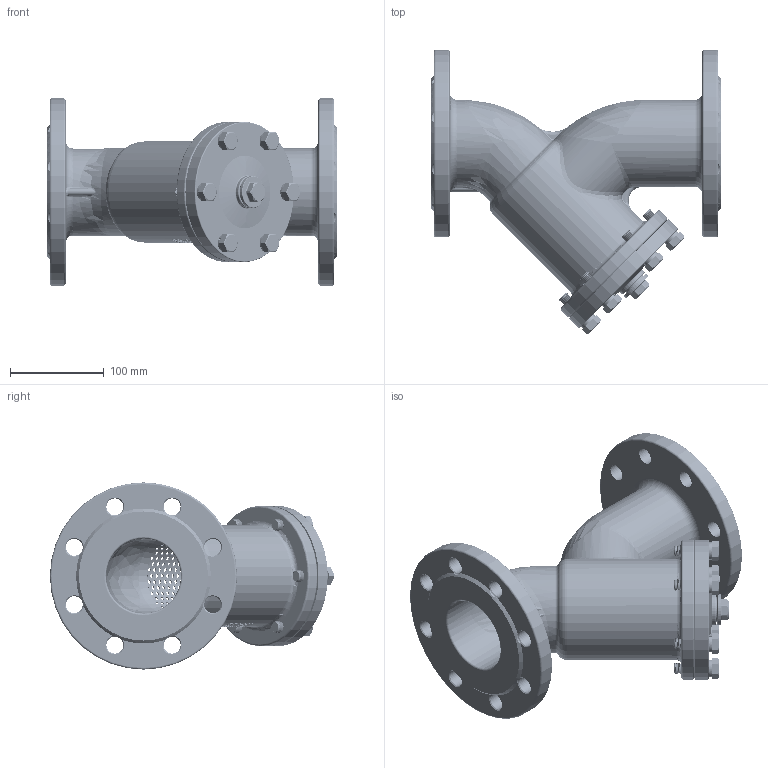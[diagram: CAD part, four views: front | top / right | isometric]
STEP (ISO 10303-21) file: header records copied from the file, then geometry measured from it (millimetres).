
FILE_DESCRIPTION(/* description */ (''),/* implementation_level */ '2;1');
FILE_NAME(/* name */ 'Y-GUOLUQI-DIN.PN16-3.0_asm.stp',/* time_stamp */ '2016-04-27T16:30:24+08:00',/* author */ (''),/* organization */ ('SL'),/* preprocessor_version */ 'ST-DEVELOPER v15',/* originating_system */ 'SIEMENS PLM Software NX 8.5',/* authorisation */ '');
FILE_SCHEMA (('CONFIG_CONTROL_DESIGN'));
Bounding box: 310 x 303.69 x 200 mm (x, y, z)
Volume: 1965595.1 mm3; surface area: 539054.5 mm2
Topology: 124 solids, 124 shells, 5040 faces, 14337 edges, 9450 vertices
Faces by surface type: plane 2190, cylinder 1910, cone 544, bspline 242, extrusion 107, torus 43, sphere 4
Full cylindrical faces by diameter (mm): 18 x16, 80 x2, 150 x1, 200 x2
Entity records: 265401 total; most frequent: CRTPNT 143155, ORNEDG 26146, DRCTN 22761, EDGCRV 13073, A2PL3D 9416, VRTPNT 8871, EDGLP 6949, ADVFC 4810
